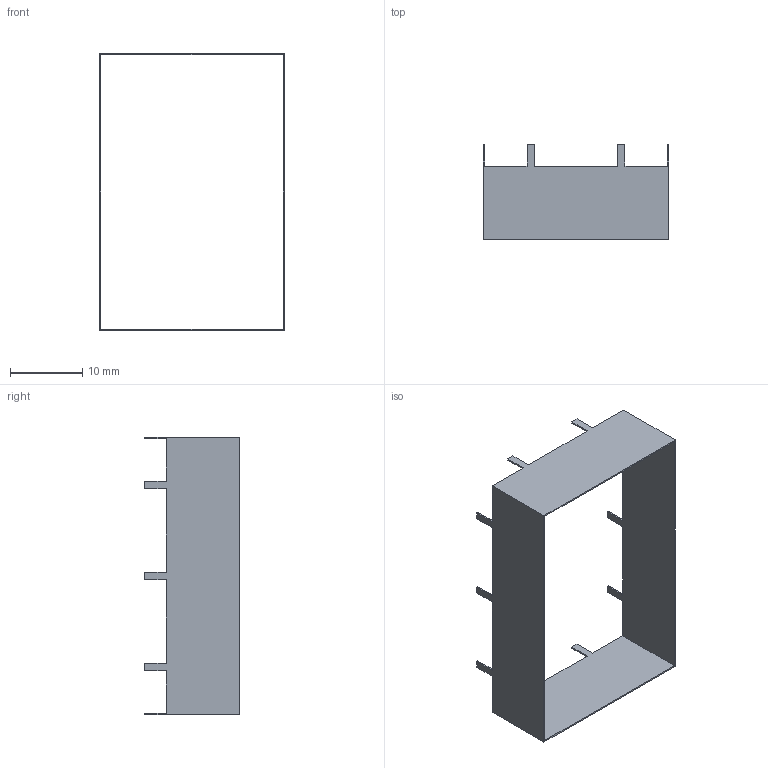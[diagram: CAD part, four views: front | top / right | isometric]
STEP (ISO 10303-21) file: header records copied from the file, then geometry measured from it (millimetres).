
FILE_DESCRIPTION((''),'2;1');
FILE_NAME('RF_SHIELD2','2021-03-07T16:06:54',('Konrad.McClure'),(''),'CREO PARAMETRIC BY PTC INC, 2019224','CREO PARAMETRIC BY PTC INC, 2019224','');
FILE_SCHEMA(('CONFIG_CONTROL_DESIGN'));
Length unit declared in the file: inch
Products named in the file (1): RF_SHIELD2
Bounding box: 25.78 x 13.21 x 38.48 mm (x, y, z)
Volume: 253.2 mm3; surface area: 2718.3 mm2
Topology: 1 solids, 1 shells, 49 faces, 144 edges, 96 vertices
Faces by surface type: plane 49
Entity records: 1642 total; most frequent: CARTESIAN_POINT 289, ORIENTED_EDGE 288, DIRECTION 242, VECTOR 144, LINE 144, EDGE_CURVE 144, VERTEX_POINT 96, EDGE_LOOP 50
